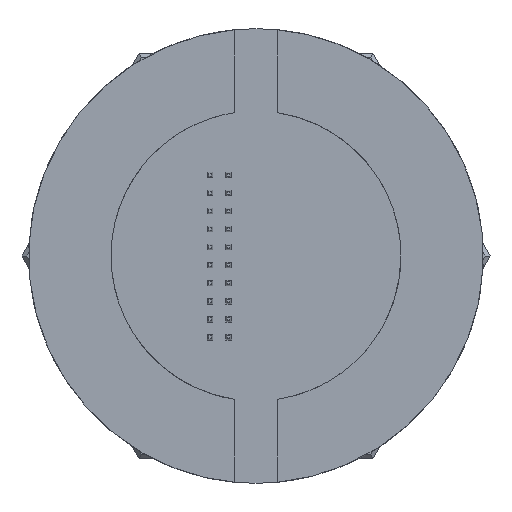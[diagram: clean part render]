
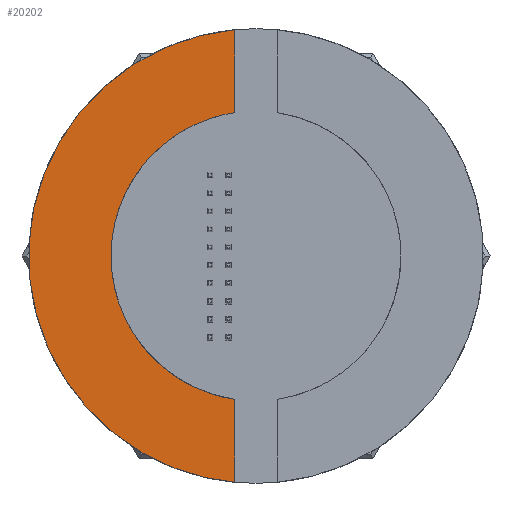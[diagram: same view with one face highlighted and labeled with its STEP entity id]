
A CAD part, left-side view. The second image highlights one B-rep face of the part: STEP entity #20202.
In plain terms, the highlighted planar face has unit normal (-1, 0, 0).
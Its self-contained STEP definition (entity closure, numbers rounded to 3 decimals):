
#737 = CARTESIAN_POINT ( 'NONE',  ( 1., 15.278, 4.854 ) ) ;
#1069 = EDGE_CURVE ( 'NONE', #15385, #8934, #9699, .T. ) ;
#1263 = CARTESIAN_POINT ( 'NONE',  ( 1., 10.441, -12.164 ) ) ;
#1725 = CARTESIAN_POINT ( 'NONE',  ( 1., 3.861, 9.518 ) ) ;
#1822 = CARTESIAN_POINT ( 'NONE',  ( 1., 3.861, -9.518 ) ) ;
#2258 = ORIENTED_EDGE ( 'NONE', *, *, #1069, .T. ) ;
#2272 = CARTESIAN_POINT ( 'NONE',  ( 1., 1.5, 10.089 ) ) ;
#2317 = PLANE ( 'NONE',  #5394 ) ;
#2387 = CARTESIAN_POINT ( 'NONE',  ( 1., 1.5, -15.93 ) ) ;
#2814 = CARTESIAN_POINT ( 'NONE',  ( 1., 1.5, -15.93 ) ) ;
#3027 = CARTESIAN_POINT ( 'NONE',  ( 1., 1.5, 15.93 ) ) ;
#3139 = CARTESIAN_POINT ( 'NONE',  ( 1., 15.909, 1.967 ) ) ;
#3661 = CARTESIAN_POINT ( 'NONE',  ( 1., 8.031, -13.874 ) ) ;
#4144 = CARTESIAN_POINT ( 'NONE',  ( 1., 6.935, 7.577 ) ) ;
#4262 = CARTESIAN_POINT ( 'NONE',  ( 1., 1.5, -10.089 ) ) ;
#4608 = CARTESIAN_POINT ( 'NONE',  ( 1., 1.5, 15.93 ) ) ;
#5394 = AXIS2_PLACEMENT_3D ( 'NONE', #19090, #21507, #7143 ) ;
#5480 = CARTESIAN_POINT ( 'NONE',  ( 1., 6.265, 14.756 ) ) ;
#5579 = CARTESIAN_POINT ( 'NONE',  ( 1., 16., -0.987 ) ) ;
#6091 = CARTESIAN_POINT ( 'NONE',  ( 1., 5.348, -15.112 ) ) ;
#6553 = CARTESIAN_POINT ( 'NONE',  ( 1., 9.14, 4.687 ) ) ;
#7143 = DIRECTION ( 'NONE',  ( 0., 0., 1. ) ) ;
#7221 = CARTESIAN_POINT ( 'NONE',  ( 1., 1.5, -10.089 ) ) ;
#7678 = CARTESIAN_POINT ( 'NONE',  ( 1., 1.5, 15.93 ) ) ;
#7877 = CARTESIAN_POINT ( 'NONE',  ( 1., 8.867, 13.355 ) ) ;
#7976 = CARTESIAN_POINT ( 'NONE',  ( 1., 15.547, -3.907 ) ) ;
#8494 = CARTESIAN_POINT ( 'NONE',  ( 1., 2.483, -15.837 ) ) ;
#8934 = VERTEX_POINT ( 'NONE', #2814 ) ;
#8938 = CARTESIAN_POINT ( 'NONE',  ( 1., 10.2, 1.21 ) ) ;
#9491 = CARTESIAN_POINT ( 'NONE',  ( 1., 1.5, -13.983 ) ) ;
#9699 = B_SPLINE_CURVE_WITH_KNOTS ( 'NONE', 3,
 ( #3027, #29312, #12563, #19823, #5480, #22208, #7877, #24632, #10248, #27024, #12670, #29418, #15077, #737, #17512, #3139, #19924, #5579, #22311, #7976, #24728, #10775, #27535, #13199, #29938, #15590, #1263, #18034, #3661, #20453, #6091, #22832, #8494, #25268 ),
 .UNSPECIFIED., .F., .F.,
 ( 4, 2, 2, 2, 2, 2, 2, 2, 2, 2, 2, 2, 2, 2, 2, 2, 4 ),
 ( 0., 0.062, 0.125, 0.187, 0.25, 0.312, 0.375, 0.437, 0.5, 0.562, 0.625, 0.687, 0.75, 0.812, 0.875, 0.937, 1. ),
 .UNSPECIFIED. ) ;
#10248 = CARTESIAN_POINT ( 'NONE',  ( 1., 11.168, 11.5 ) ) ;
#10775 = CARTESIAN_POINT ( 'NONE',  ( 1., 14.566, -6.695 ) ) ;
#11363 = CARTESIAN_POINT ( 'NONE',  ( 1., 9.983, -2.419 ) ) ;
#12210 = ORIENTED_EDGE ( 'NONE', *, *, #24022, .F. ) ;
#12563 = CARTESIAN_POINT ( 'NONE',  ( 1., 3.45, 15.655 ) ) ;
#12670 = CARTESIAN_POINT ( 'NONE',  ( 1., 13.089, 9.255 ) ) ;
#12865 = VERTEX_POINT ( 'NONE', #24653 ) ;
#13199 = CARTESIAN_POINT ( 'NONE',  ( 1., 13.089, -9.255 ) ) ;
#13657 = CARTESIAN_POINT ( 'NONE',  ( 1., 1.5, 10.089 ) ) ;
#13761 = CARTESIAN_POINT ( 'NONE',  ( 1., 8.515, -5.745 ) ) ;
#14027 = EDGE_CURVE ( 'NONE', #12865, #26061, #28925, .T. ) ;
#15077 = CARTESIAN_POINT ( 'NONE',  ( 1., 14.565, 6.695 ) ) ;
#15385 = VERTEX_POINT ( 'NONE', #7678 ) ;
#15590 = CARTESIAN_POINT ( 'NONE',  ( 1., 11.168, -11.5 ) ) ;
#16175 = CARTESIAN_POINT ( 'NONE',  ( 1., 5.98, -8.351 ) ) ;
#16626 = CARTESIAN_POINT ( 'NONE',  ( 1., 1.5, 12.036 ) ) ;
#17499 = CARTESIAN_POINT ( 'NONE',  ( 1., 1.5, -10.089 ) ) ;
#17512 = CARTESIAN_POINT ( 'NONE',  ( 1., 15.547, 3.907 ) ) ;
#18034 = CARTESIAN_POINT ( 'NONE',  ( 1., 8.867, -13.355 ) ) ;
#18497 = CARTESIAN_POINT ( 'NONE',  ( 1., 5.98, 8.351 ) ) ;
#18595 = CARTESIAN_POINT ( 'NONE',  ( 1., 2.697, -9.911 ) ) ;
#19090 = CARTESIAN_POINT ( 'NONE',  ( 1., 16.29, -16.567 ) ) ;
#19569 = B_SPLINE_CURVE_WITH_KNOTS ( 'NONE', 3,
 ( #2387, #9491, #21583, #7221 ),
 .UNSPECIFIED., .F., .F.,
 ( 4, 4 ),
 ( 0., 1. ),
 .UNSPECIFIED. ) ;
#19823 = CARTESIAN_POINT ( 'NONE',  ( 1., 5.348, 15.112 ) ) ;
#19924 = CARTESIAN_POINT ( 'NONE',  ( 1., 16., 0.987 ) ) ;
#20202 = ADVANCED_FACE ( 'NONE', ( #24569 ), #2317, .F. ) ;
#20453 = CARTESIAN_POINT ( 'NONE',  ( 1., 6.265, -14.756 ) ) ;
#20710 = ORIENTED_EDGE ( 'NONE', *, *, #25854, .T. ) ;
#20913 = CARTESIAN_POINT ( 'NONE',  ( 1., 8.515, 5.745 ) ) ;
#21507 = DIRECTION ( 'NONE',  ( 1., 0., 0. ) ) ;
#21583 = CARTESIAN_POINT ( 'NONE',  ( 1., 1.5, -12.036 ) ) ;
#22208 = CARTESIAN_POINT ( 'NONE',  ( 1., 8.031, 13.874 ) ) ;
#22311 = CARTESIAN_POINT ( 'NONE',  ( 1., 15.909, -1.967 ) ) ;
#22832 = CARTESIAN_POINT ( 'NONE',  ( 1., 3.449, -15.655 ) ) ;
#23315 = CARTESIAN_POINT ( 'NONE',  ( 1., 9.983, 2.419 ) ) ;
#24022 = EDGE_CURVE ( 'NONE', #15385, #12865, #27074, .T. ) ;
#24569 = FACE_OUTER_BOUND ( 'NONE', #24708, .T. ) ;
#24632 = CARTESIAN_POINT ( 'NONE',  ( 1., 10.441, 12.164 ) ) ;
#24653 = CARTESIAN_POINT ( 'NONE',  ( 1., 1.5, 10.089 ) ) ;
#24708 = EDGE_LOOP ( 'NONE', ( #2258, #20710, #27070, #12210 ) ) ;
#24728 = CARTESIAN_POINT ( 'NONE',  ( 1., 15.278, -4.854 ) ) ;
#25268 = CARTESIAN_POINT ( 'NONE',  ( 1., 1.5, -15.93 ) ) ;
#25723 = CARTESIAN_POINT ( 'NONE',  ( 1., 10.2, -1.21 ) ) ;
#25854 = EDGE_CURVE ( 'NONE', #8934, #26061, #19569, .T. ) ;
#26061 = VERTEX_POINT ( 'NONE', #17499 ) ;
#27024 = CARTESIAN_POINT ( 'NONE',  ( 1., 12.497, 10.04 ) ) ;
#27070 = ORIENTED_EDGE ( 'NONE', *, *, #14027, .F. ) ;
#27074 = B_SPLINE_CURVE_WITH_KNOTS ( 'NONE', 3,
 ( #4608, #28548, #16626, #2272 ),
 .UNSPECIFIED., .F., .F.,
 ( 4, 4 ),
 ( 0., 1. ),
 .UNSPECIFIED. ) ;
#27535 = CARTESIAN_POINT ( 'NONE',  ( 1., 14.127, -7.576 ) ) ;
#27986 = CARTESIAN_POINT ( 'NONE',  ( 1., 2.697, 9.911 ) ) ;
#28092 = CARTESIAN_POINT ( 'NONE',  ( 1., 9.14, -4.687 ) ) ;
#28548 = CARTESIAN_POINT ( 'NONE',  ( 1., 1.5, 13.983 ) ) ;
#28925 = B_SPLINE_CURVE_WITH_KNOTS ( 'NONE', 3,
 ( #13657, #27986, #1725, #18497, #4144, #20913, #6553, #23315, #8938, #25723, #11363, #28092, #13761, #30498, #16175, #1822, #18595, #4262 ),
 .UNSPECIFIED., .F., .F.,
 ( 4, 2, 2, 2, 2, 2, 2, 2, 4 ),
 ( 0., 0.125, 0.25, 0.375, 0.5, 0.625, 0.75, 0.875, 1. ),
 .UNSPECIFIED. ) ;
#29312 = CARTESIAN_POINT ( 'NONE',  ( 1., 2.483, 15.837 ) ) ;
#29418 = CARTESIAN_POINT ( 'NONE',  ( 1., 14.127, 7.576 ) ) ;
#29938 = CARTESIAN_POINT ( 'NONE',  ( 1., 12.497, -10.04 ) ) ;
#30498 = CARTESIAN_POINT ( 'NONE',  ( 1., 6.935, -7.577 ) ) ;
